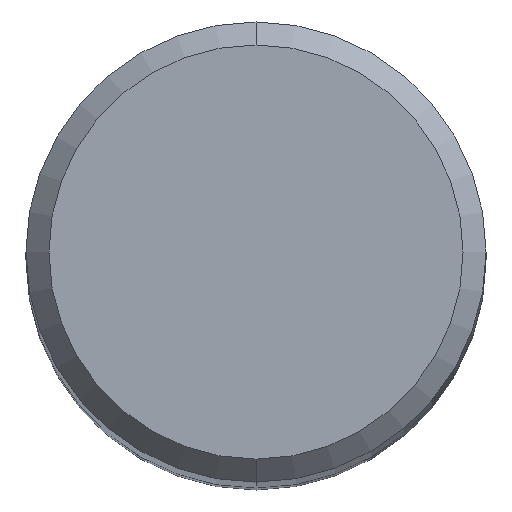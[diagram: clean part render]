
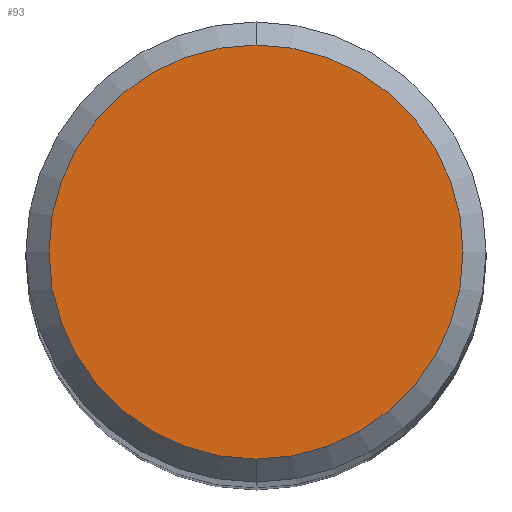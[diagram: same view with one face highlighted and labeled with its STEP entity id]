
A CAD part, top view. The second image highlights one B-rep face of the part: STEP entity #93.
In plain terms, the highlighted planar face has unit normal (0, 0, 1).
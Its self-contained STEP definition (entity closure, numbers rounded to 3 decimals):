
#89=EDGE_CURVE('',#157,#123,#209,.T.);
#93=ADVANCED_FACE('',(#213),#214,.T.);
#123=VERTEX_POINT('',#247);
#127=EDGE_CURVE('',#123,#157,#251,.T.);
#157=VERTEX_POINT('',#285);
#209=CIRCLE('',#334,5.4);
#213=FACE_OUTER_BOUND('',#340,.T.);
#214=PLANE('',#341);
#247=CARTESIAN_POINT('',(0.0,5.4,0.0));
#251=CIRCLE('',#395,5.4);
#285=CARTESIAN_POINT('',(0.,-5.4,0.0));
#334=AXIS2_PLACEMENT_3D('',#476,#477,#478);
#340=EDGE_LOOP('',(#481,#482));
#341=AXIS2_PLACEMENT_3D('',#483,#484,#485);
#395=AXIS2_PLACEMENT_3D('',#533,#534,#535);
#476=CARTESIAN_POINT('',(0.0,0.0,0.0));
#477=DIRECTION('',(0.0,0.0,-1.0));
#478=DIRECTION('',(0.0,1.0,0.0));
#481=ORIENTED_EDGE('',*,*,#127,.F.);
#482=ORIENTED_EDGE('',*,*,#89,.F.);
#483=CARTESIAN_POINT('',(0.0,2.7,0.0));
#484=DIRECTION('',(-0.0,0.0,1.0));
#485=DIRECTION('',(0.0,-1.0,0.0));
#533=CARTESIAN_POINT('',(0.0,0.0,0.0));
#534=DIRECTION('',(0.0,0.0,-1.0));
#535=DIRECTION('',(0.0,1.0,0.0));
